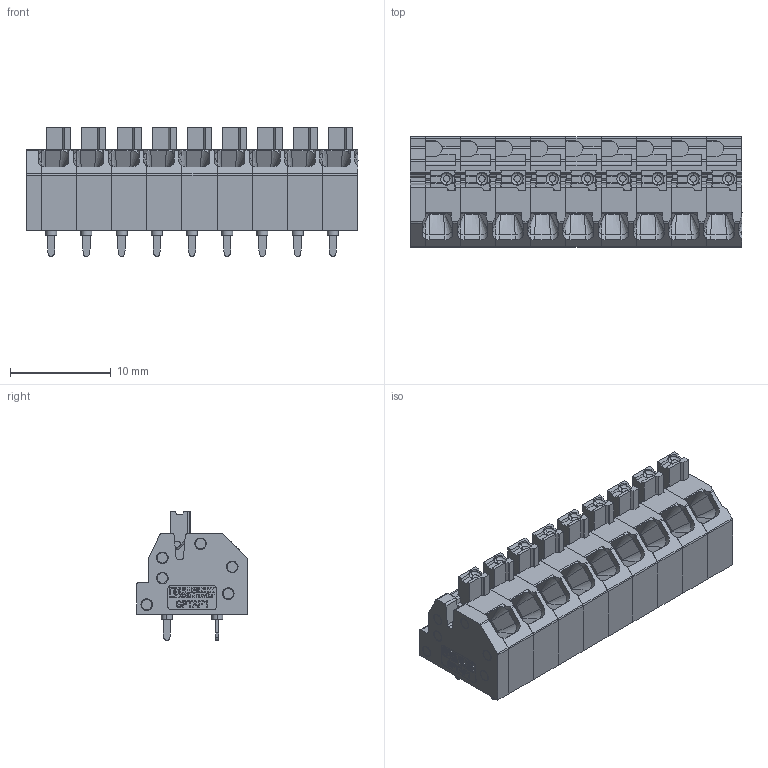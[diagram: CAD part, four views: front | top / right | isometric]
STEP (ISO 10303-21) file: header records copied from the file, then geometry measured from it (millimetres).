
FILE_DESCRIPTION(('Creo Elements/Direct Modeling STEP Export'),'2;1');
FILE_NAME('model.stp','2015-12-01T 9:41:30',(''),(''),'Creo Elements/Direct Modeling STEP processor for AP214 (Solid Model)','Creo Elements/Direct Modeling 18.1G 27-Feb-2015 (C) Parametric Technology GmbH','');
FILE_SCHEMA(('AUTOMOTIVE_DESIGN { 1 0 10303 214 1 1 1 1 }'));
Length unit declared in the file: millimetre
Products named in the file (5): SPTAF_1-3.5_housing; SPTAF-0-DKL.1; Bohrloch.1.1; Bohrloch.2.3; SPTAF_1_3.5_EL
Assembly tree (28 placements, depth 2):
  SPTAF_1_3.5_EL
    Bohrloch.1.1  x9
    Bohrloch.2.3  x9
    SPTAF_1-3.5_housing  x9
    SPTAF-0-DKL.1
Bounding box: 33 x 11 x 12.8 mm (x, y, z)
Volume: 2253.6 mm3; surface area: 4345.8 mm2
Topology: 28 solids, 28 shells, 2546 faces, 6788 edges, 4403 vertices
Faces by surface type: plane 1399, cylinder 801, torus 144, bspline 65, sphere 59, cone 45, extrusion 33
Entity records: 26068 total; most frequent: CARTESIAN_POINT 5456, ORIENTED_EDGE 3362, DIRECTION 2951, EDGE_CURVE 1681, VECTOR 1285, LINE 1252, VERTEX_POINT 1107, AXIS2_PLACEMENT_3D 833
